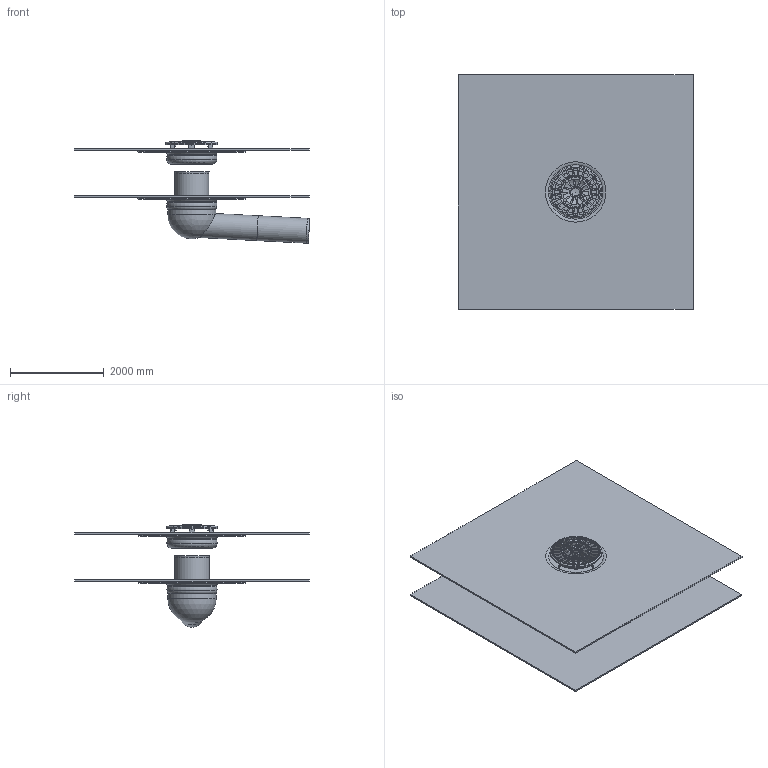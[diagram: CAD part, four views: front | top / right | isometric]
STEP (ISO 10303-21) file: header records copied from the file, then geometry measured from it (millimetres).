
FILE_DESCRIPTION(/* description */ (''),/* implementation_level */ '2;1');
FILE_NAME(/* name */ '15481.050X_3D.stp',/* time_stamp */ '2024-12-12T06:53:55+01:00',/* author */ ('CAD'),/* organization */ (''),/* preprocessor_version */ 'ST-DEVELOPER v20',/* originating_system */ 'AutoCAD Mechanical',/* authorisation */ '');
FILE_SCHEMA (('AUTOMOTIVE_DESIGN { 1 0 10303 214 3 1 1 }'));
Length unit declared in the file: centimetre
Products named in the file (3): Product; AUSLAUFROHR; *S1
Assembly tree (2 placements, depth 2):
  Product
    AUSLAUFROHR
    *S1
Bounding box: 5013.61 x 5000 x 2179.72 mm (x, y, z)
Volume: 1928682818 mm3; surface area: 145438752.5 mm2
Topology: 15 solids, 15 shells, 601 faces, 1704 edges, 1120 vertices
Faces by surface type: cylinder 270, plane 146, torus 91, cone 82, sphere 10, bspline 2
Full cylindrical faces by diameter (mm): 20 x16, 32 x2, 52 x2, 170 x1, 499.993 x2, 529.993 x2, 530 x1, 698 x1, 730 x2, 736 x1, 770 x4, 810 x3, 885 x2, 900 x1, 901 x2, 905 x2, 953.818 x2, 965 x4, 980 x1, 1000 x1, 1030 x1, 1100 x1
Entity records: 24048 total; most frequent: CARTESIAN_POINT 8002, ORIENTED_EDGE 3398, DIRECTION 3397, EDGE_CURVE 1699, AXIS2_PLACEMENT_3D 1392, VERTEX_POINT 1114, CIRCLE 784, EDGE_LOOP 725
